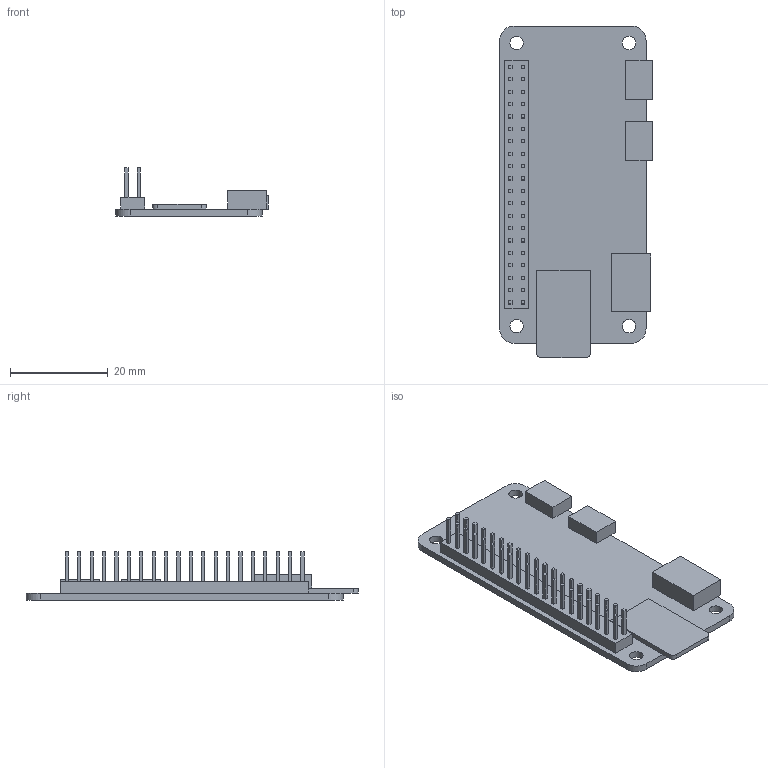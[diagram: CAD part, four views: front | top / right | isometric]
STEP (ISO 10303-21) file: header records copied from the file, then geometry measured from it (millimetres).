
FILE_DESCRIPTION(('FreeCAD Model'),'2;1');
FILE_NAME('Open CASCADE Shape Model','2025-03-07T18:31:02',(''),(''), 'Open CASCADE STEP processor 7.8','FreeCAD','Unknown');
FILE_SCHEMA(('AUTOMOTIVE_DESIGN { 1 0 10303 214 1 1 1 1 }'));
Length unit declared in the file: millimetre
Products named in the file (1): Body
Bounding box: 31.3 x 68 x 9.85 mm (x, y, z)
Volume: 4196.8 mm3; surface area: 5520.7 mm2
Topology: 1 solids, 1 shells, 245 faces, 598 edges, 396 vertices
Faces by surface type: plane 235, cylinder 10
Full cylindrical faces by diameter (mm): 2.75 x4
Entity records: 7086 total; most frequent: CARTESIAN_POINT 1240, ORIENTED_EDGE 1196, DIRECTION 1110, EDGE_CURVE 598, LINE 578, VECTOR 578, VERTEX_POINT 396, FACE_BOUND 294
